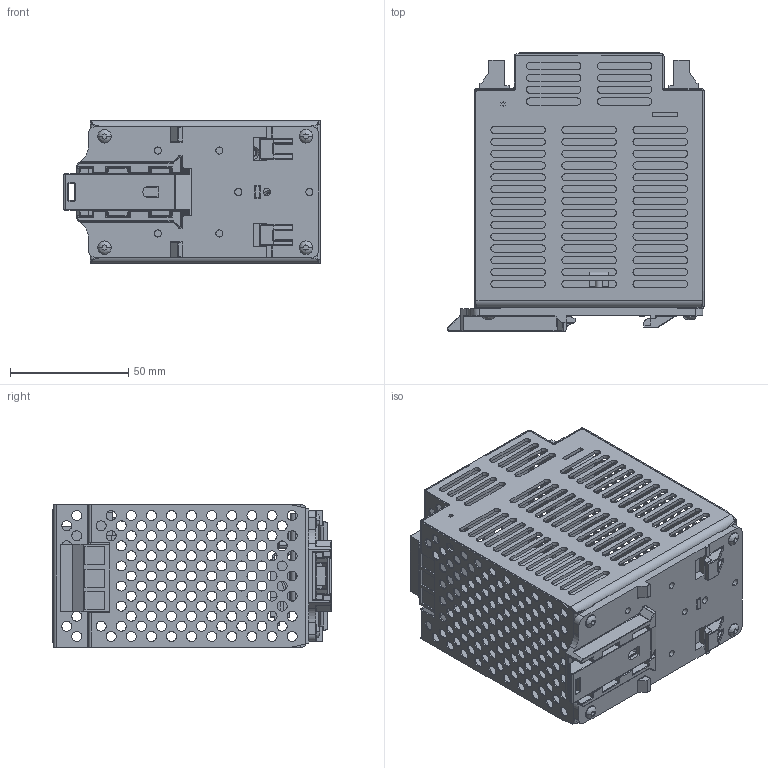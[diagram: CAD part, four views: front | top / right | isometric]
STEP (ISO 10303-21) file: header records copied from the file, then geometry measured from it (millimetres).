
FILE_DESCRIPTION((''),'2;1');
FILE_NAME('144442_SM01_ASM','2025-06-26T09:51:45',('banengservice'),('BANNER ENGINEERING'),'CREO PARAMETRIC BY PTC INC, 2022414','CREO PARAMETRIC BY PTC INC, 2022414','');
FILE_SCHEMA(('CONFIG_CONTROL_DESIGN'));
Products named in the file (2): 144442_EP01; 144442_SM01_ASM
Assembly tree (1 placements, depth 2):
  144442_SM01_ASM
    144442_EP01
Bounding box: 108.1 x 117.67 x 60.25 mm (x, y, z)
Volume: 82070.2 mm3; surface area: 103571 mm2
Topology: 7 solids, 7 shells, 2322 faces, 6151 edges, 3870 vertices
Faces by surface type: cylinder 1161, plane 915, bspline 114, sphere 50, torus 43, cone 39
Entity records: 82476 total; most frequent: CARTESIAN_POINT 23253, ORIENTED_EDGE 12302, DIRECTION 12192, EDGE_CURVE 6151, AXIS2_PLACEMENT_3D 4378, VERTEX_POINT 3870, VECTOR 3436, LINE 3436
